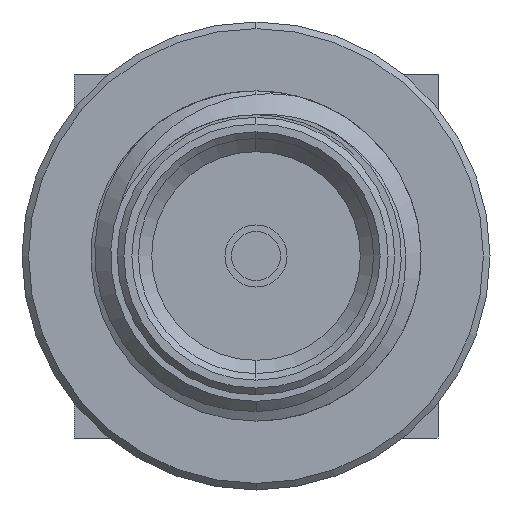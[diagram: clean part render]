
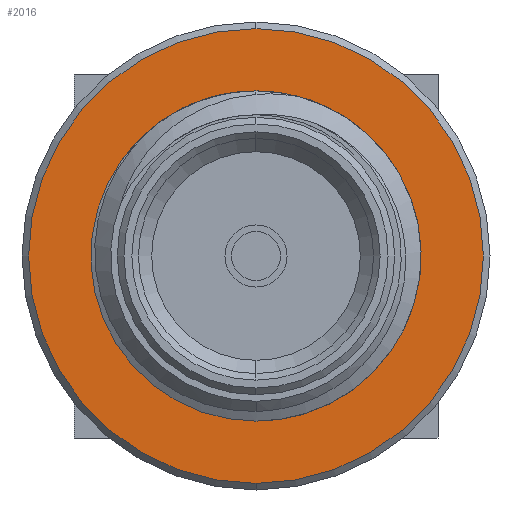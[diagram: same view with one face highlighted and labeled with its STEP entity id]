
A CAD part, left-side view. The second image highlights one B-rep face of the part: STEP entity #2016.
In plain terms, the highlighted planar face has unit normal (-1, 0, 0).
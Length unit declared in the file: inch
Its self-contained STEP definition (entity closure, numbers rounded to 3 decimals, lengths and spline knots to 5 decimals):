
#31 = DIRECTION ( 'NONE',  ( 0., 0., -1. ) ) ;
#47 = VERTEX_POINT ( 'NONE', #1998 ) ;
#193 = AXIS2_PLACEMENT_3D ( 'NONE', #3532, #2035, #2689 ) ;
#206 = EDGE_CURVE ( 'NONE', #47, #2015, #3582, .T. ) ;
#217 = AXIS2_PLACEMENT_3D ( 'NONE', #3566, #1779, #31 ) ;
#395 = LINE ( 'NONE', #2313, #2657 ) ;
#435 = CARTESIAN_POINT ( 'NONE',  ( 0.26736, -0.04964, 0.105 ) ) ;
#556 = CIRCLE ( 'NONE', #567, 0.11614 ) ;
#567 = AXIS2_PLACEMENT_3D ( 'NONE', #2302, #2893, #2289 ) ;
#599 = DIRECTION ( 'NONE',  ( 0., -1., 0. ) ) ;
#611 = EDGE_CURVE ( 'NONE', #1035, #1889, #556, .T. ) ;
#757 = ORIENTED_EDGE ( 'NONE', *, *, #1513, .T. ) ;
#758 = ORIENTED_EDGE ( 'NONE', *, *, #3759, .T. ) ;
#829 = DIRECTION ( 'NONE',  ( 0., 0., 1. ) ) ;
#1035 = VERTEX_POINT ( 'NONE', #1053 ) ;
#1053 = CARTESIAN_POINT ( 'NONE',  ( 0.26736, 0.04964, -0.105 ) ) ;
#1072 = CARTESIAN_POINT ( 'NONE',  ( 0.26736, 0.04964, 0.105 ) ) ;
#1083 = DIRECTION ( 'NONE',  ( -1., 0., 0. ) ) ;
#1162 = PLANE ( 'NONE',  #193 ) ;
#1513 = EDGE_CURVE ( 'NONE', #2204, #1035, #1878, .T. ) ;
#1554 = CIRCLE ( 'NONE', #217, 0.11614 ) ;
#1775 = DIRECTION ( 'NONE',  ( -1., 0., 0. ) ) ;
#1779 = DIRECTION ( 'NONE',  ( 1., 0., 0. ) ) ;
#1839 = FACE_BOUND ( 'NONE', #1861, .T. ) ;
#1861 = EDGE_LOOP ( 'NONE', ( #3703, #757, #3820, #2712 ) ) ;
#1878 = LINE ( 'NONE', #2172, #1916 ) ;
#1889 = VERTEX_POINT ( 'NONE', #1072 ) ;
#1903 = AXIS2_PLACEMENT_3D ( 'NONE', #2856, #1083, #829 ) ;
#1916 = VECTOR ( 'NONE', #3649, 39.37008 ) ;
#1924 = AXIS2_PLACEMENT_3D ( 'NONE', #3561, #1775, #2661 ) ;
#1980 = ORIENTED_EDGE ( 'NONE', *, *, #206, .T. ) ;
#1998 = CARTESIAN_POINT ( 'NONE',  ( 0.26736, 0., 0.17217 ) ) ;
#2015 = VERTEX_POINT ( 'NONE', #2615 ) ;
#2016 = ADVANCED_FACE ( 'NONE', ( #3841, #1839 ), #1162, .T. ) ;
#2035 = DIRECTION ( 'NONE',  ( -1., 0., 0. ) ) ;
#2172 = CARTESIAN_POINT ( 'NONE',  ( 0.26736, -0.20996, -0.105 ) ) ;
#2204 = VERTEX_POINT ( 'NONE', #2826 ) ;
#2289 = DIRECTION ( 'NONE',  ( 0., 0., -1. ) ) ;
#2302 = CARTESIAN_POINT ( 'NONE',  ( 0.26736, 0., 0. ) ) ;
#2313 = CARTESIAN_POINT ( 'NONE',  ( 0.26736, -0.20996, 0.105 ) ) ;
#2588 = EDGE_LOOP ( 'NONE', ( #758, #1980 ) ) ;
#2615 = CARTESIAN_POINT ( 'NONE',  ( 0.26736, 0., -0.17217 ) ) ;
#2657 = VECTOR ( 'NONE', #599, 39.37008 ) ;
#2661 = DIRECTION ( 'NONE',  ( 0., 0., 1. ) ) ;
#2689 = DIRECTION ( 'NONE',  ( 0., 0., 1. ) ) ;
#2712 = ORIENTED_EDGE ( 'NONE', *, *, #3066, .T. ) ;
#2826 = CARTESIAN_POINT ( 'NONE',  ( 0.26736, -0.04964, -0.105 ) ) ;
#2856 = CARTESIAN_POINT ( 'NONE',  ( 0.26736, 0., 0. ) ) ;
#2893 = DIRECTION ( 'NONE',  ( 1., 0., 0. ) ) ;
#3066 = EDGE_CURVE ( 'NONE', #1889, #3583, #395, .T. ) ;
#3099 = EDGE_CURVE ( 'NONE', #3583, #2204, #1554, .T. ) ;
#3461 = CIRCLE ( 'NONE', #1903, 0.17217 ) ;
#3532 = CARTESIAN_POINT ( 'NONE',  ( 0.26736, 0.11614, 0. ) ) ;
#3561 = CARTESIAN_POINT ( 'NONE',  ( 0.26736, 0., 0. ) ) ;
#3566 = CARTESIAN_POINT ( 'NONE',  ( 0.26736, 0., 0. ) ) ;
#3582 = CIRCLE ( 'NONE', #1924, 0.17217 ) ;
#3583 = VERTEX_POINT ( 'NONE', #435 ) ;
#3649 = DIRECTION ( 'NONE',  ( 0., 1., 0. ) ) ;
#3703 = ORIENTED_EDGE ( 'NONE', *, *, #3099, .T. ) ;
#3759 = EDGE_CURVE ( 'NONE', #2015, #47, #3461, .T. ) ;
#3820 = ORIENTED_EDGE ( 'NONE', *, *, #611, .T. ) ;
#3841 = FACE_OUTER_BOUND ( 'NONE', #2588, .T. ) ;
